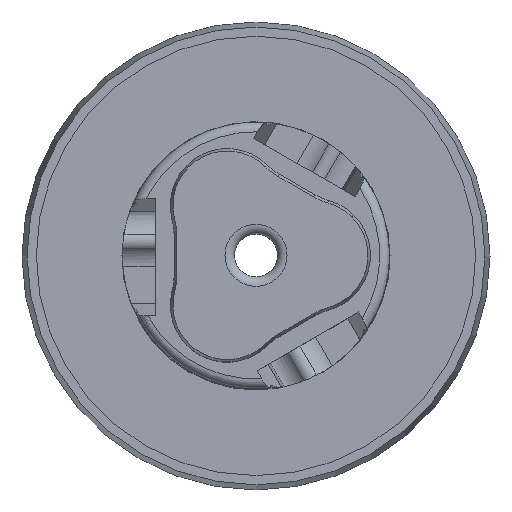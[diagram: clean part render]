
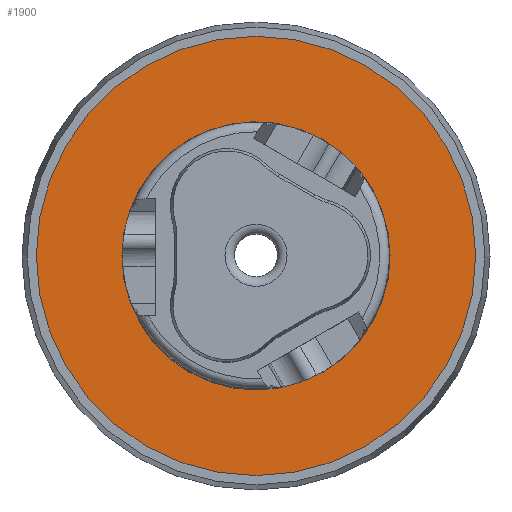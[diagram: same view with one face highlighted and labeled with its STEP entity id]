
A CAD part, top view. The second image highlights one B-rep face of the part: STEP entity #1900.
In plain terms, the highlighted planar face has unit normal (0, 0, 1).
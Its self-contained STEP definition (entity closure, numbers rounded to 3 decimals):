
#371=PLANE('',#2106);
#912=ORIENTED_EDGE('',*,*,#1203,.T.);
#913=ORIENTED_EDGE('',*,*,#1204,.F.);
#1203=EDGE_CURVE('',#1389,#1389,#1476,.T.);
#1204=EDGE_CURVE('',#1390,#1390,#1477,.T.);
#1389=VERTEX_POINT('',#3619);
#1390=VERTEX_POINT('',#3622);
#1476=CIRCLE('',#2105,23.);
#1477=CIRCLE('',#2107,14.035);
#1603=EDGE_LOOP('',(#912));
#1604=EDGE_LOOP('',(#913));
#1751=FACE_BOUND('',#1603,.T.);
#1752=FACE_BOUND('',#1604,.T.);
#1900=ADVANCED_FACE('',(#1751,#1752),#371,.T.);
#2105=AXIS2_PLACEMENT_3D('',#3618,#2594,#2595);
#2106=AXIS2_PLACEMENT_3D('',#3620,#2596,#2597);
#2107=AXIS2_PLACEMENT_3D('',#3621,#2598,#2599);
#2594=DIRECTION('',(0.,0.,1.));
#2595=DIRECTION('',(1.,0.,0.));
#2596=DIRECTION('',(0.,0.,1.));
#2597=DIRECTION('',(0.,-1.,0.));
#2598=DIRECTION('',(0.,0.,1.));
#2599=DIRECTION('',(1.,0.,0.));
#3618=CARTESIAN_POINT('',(0.,0.,0.));
#3619=CARTESIAN_POINT('',(23.,0.,0.));
#3620=CARTESIAN_POINT('',(19.02,0.,0.));
#3621=CARTESIAN_POINT('',(0.,0.,0.));
#3622=CARTESIAN_POINT('',(14.035,0.,0.));
